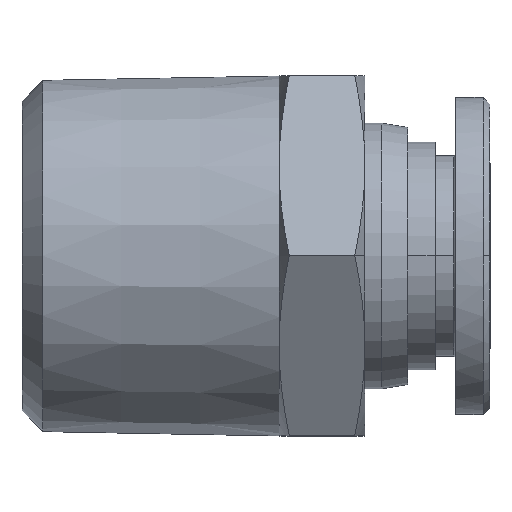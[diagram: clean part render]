
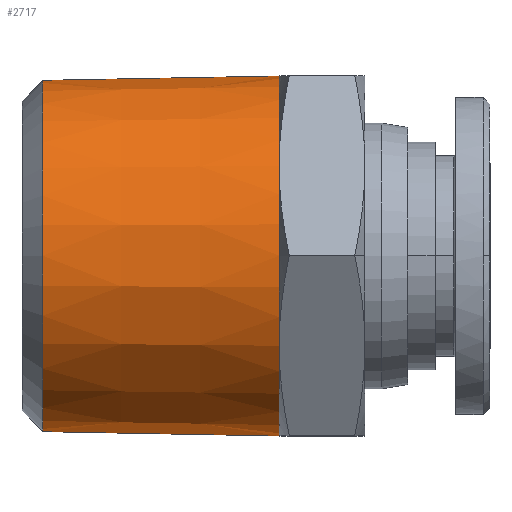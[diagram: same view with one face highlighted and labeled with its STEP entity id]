
A CAD part, top view. The second image highlights one B-rep face of the part: STEP entity #2717.
In plain terms, the highlighted conical face has half-angle 1.06 degrees and reference radius 10.5 mm.
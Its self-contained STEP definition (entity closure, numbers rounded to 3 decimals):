
#134 = CARTESIAN_POINT ( 'NONE',  ( 40.283, 17.287, -5.475 ) ) ;
#142 = CARTESIAN_POINT ( 'NONE',  ( 26.482, 7.042, -5.475 ) ) ;
#224 = DIRECTION ( 'NONE',  ( 1., 0., 0. ) ) ;
#1268 = FACE_OUTER_BOUND ( 'NONE', #4216, .T. ) ;
#1426 = EDGE_CURVE ( 'NONE', #10705, #3502, #19480, .T. ) ;
#1803 = AXIS2_PLACEMENT_3D ( 'NONE', #3720, #12793, #3918 ) ;
#2225 = EDGE_CURVE ( 'NONE', #8560, #13347, #19278, .T. ) ;
#2484 = CARTESIAN_POINT ( 'NONE',  ( 26.482, 27.532, -5.475 ) ) ;
#2527 = CARTESIAN_POINT ( 'NONE',  ( 40.283, 6.787, -5.475 ) ) ;
#2583 = VERTEX_POINT ( 'NONE', #7172 ) ;
#2664 = DIRECTION ( 'NONE',  ( -1., 0., 0. ) ) ;
#2717 = ADVANCED_FACE ( 'NONE', ( #1268 ), #16649, .T. ) ;
#2754 = AXIS2_PLACEMENT_3D ( 'NONE', #134, #4627, #4683 ) ;
#2829 = DIRECTION ( 'NONE',  ( 0., 0., 1. ) ) ;
#2892 = CIRCLE ( 'NONE', #8550, 10.5 ) ;
#3502 = VERTEX_POINT ( 'NONE', #8753 ) ;
#3720 = CARTESIAN_POINT ( 'NONE',  ( 40.283, 17.287, -5.475 ) ) ;
#3918 = DIRECTION ( 'NONE',  ( 0., 0., 1. ) ) ;
#4190 = CARTESIAN_POINT ( 'NONE',  ( 40.283, 27.787, -5.475 ) ) ;
#4216 = EDGE_LOOP ( 'NONE', ( #14647, #12357, #9453, #5426, #15629, #12811 ) ) ;
#4627 = DIRECTION ( 'NONE',  ( -1., 0., 0. ) ) ;
#4683 = DIRECTION ( 'NONE',  ( 0., 0., 1. ) ) ;
#4977 = CARTESIAN_POINT ( 'NONE',  ( 40.283, 22.537, 3.619 ) ) ;
#5426 = ORIENTED_EDGE ( 'NONE', *, *, #8116, .T. ) ;
#5538 = VECTOR ( 'NONE', #10273, 1000. ) ;
#6067 = CIRCLE ( 'NONE', #2754, 10.5 ) ;
#6171 = CARTESIAN_POINT ( 'NONE',  ( 40.283, 17.287, -5.475 ) ) ;
#7172 = CARTESIAN_POINT ( 'NONE',  ( 40.283, 12.037, 3.619 ) ) ;
#8116 = EDGE_CURVE ( 'NONE', #13347, #2583, #9629, .T. ) ;
#8550 = AXIS2_PLACEMENT_3D ( 'NONE', #10437, #2664, #13223 ) ;
#8560 = VERTEX_POINT ( 'NONE', #142 ) ;
#8677 = CIRCLE ( 'NONE', #14484, 10.245 ) ;
#8753 = CARTESIAN_POINT ( 'NONE',  ( 40.283, 27.787, -5.475 ) ) ;
#9045 = CARTESIAN_POINT ( 'NONE',  ( 40.283, 6.787, -5.475 ) ) ;
#9453 = ORIENTED_EDGE ( 'NONE', *, *, #2225, .T. ) ;
#9629 = CIRCLE ( 'NONE', #1803, 10.5 ) ;
#9651 = EDGE_CURVE ( 'NONE', #11173, #3502, #2892, .T. ) ;
#10273 = DIRECTION ( 'NONE',  ( 1., 0.018, 0. ) ) ;
#10437 = CARTESIAN_POINT ( 'NONE',  ( 40.283, 17.287, -5.475 ) ) ;
#10705 = VERTEX_POINT ( 'NONE', #2484 ) ;
#10877 = AXIS2_PLACEMENT_3D ( 'NONE', #6171, #224, #13950 ) ;
#11173 = VERTEX_POINT ( 'NONE', #4977 ) ;
#12357 = ORIENTED_EDGE ( 'NONE', *, *, #13369, .T. ) ;
#12793 = DIRECTION ( 'NONE',  ( -1., 0., 0. ) ) ;
#12811 = ORIENTED_EDGE ( 'NONE', *, *, #9651, .T. ) ;
#13106 = DIRECTION ( 'NONE',  ( 1., -0.018, 0. ) ) ;
#13223 = DIRECTION ( 'NONE',  ( 0., 0., 1. ) ) ;
#13347 = VERTEX_POINT ( 'NONE', #9045 ) ;
#13369 = EDGE_CURVE ( 'NONE', #10705, #8560, #8677, .T. ) ;
#13950 = DIRECTION ( 'NONE',  ( 0., -1., 0. ) ) ;
#14484 = AXIS2_PLACEMENT_3D ( 'NONE', #18246, #15041, #2829 ) ;
#14647 = ORIENTED_EDGE ( 'NONE', *, *, #1426, .F. ) ;
#15041 = DIRECTION ( 'NONE',  ( 1., 0., 0. ) ) ;
#15582 = EDGE_CURVE ( 'NONE', #2583, #11173, #6067, .T. ) ;
#15629 = ORIENTED_EDGE ( 'NONE', *, *, #15582, .T. ) ;
#16201 = VECTOR ( 'NONE', #13106, 1000. ) ;
#16649 = CONICAL_SURFACE ( 'NONE', #10877, 10.5, 0.018 ) ;
#18246 = CARTESIAN_POINT ( 'NONE',  ( 26.482, 17.287, -5.475 ) ) ;
#19278 = LINE ( 'NONE', #2527, #16201 ) ;
#19480 = LINE ( 'NONE', #4190, #5538 ) ;
